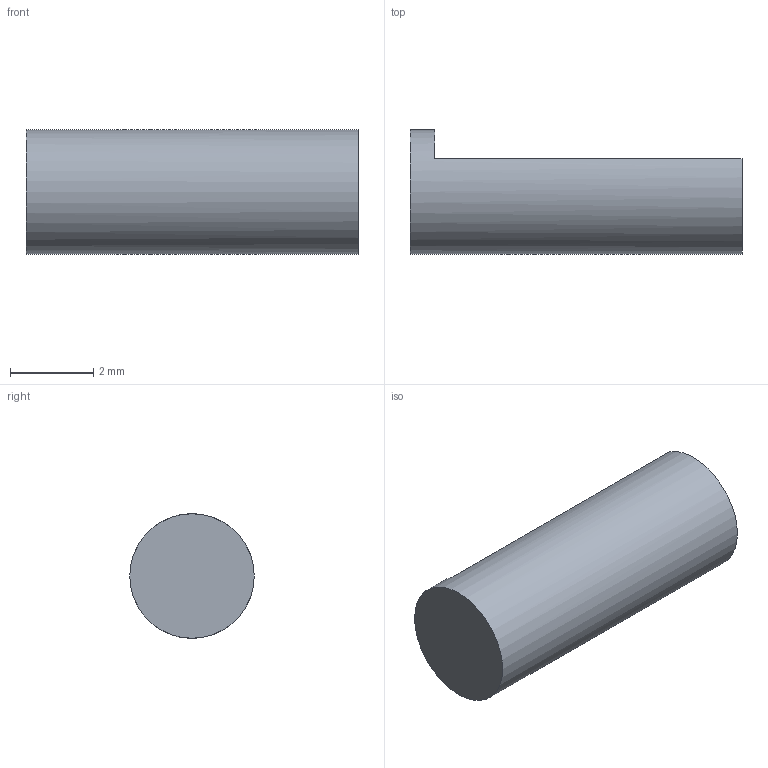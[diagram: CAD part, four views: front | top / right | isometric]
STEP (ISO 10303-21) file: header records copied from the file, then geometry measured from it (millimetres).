
FILE_DESCRIPTION(/* description */ (''),/* implementation_level */ '2;1');
FILE_NAME(/* name */ 'GA12-N20微型减速直流电机转动轴.stp',/* time_stamp */ '2022-05-28T14:24:06+08:00',/* author */ ('zhcne'),/* organization */ (''),/* preprocessor_version */ 'ST-DEVELOPER v18.1',/* originating_system */ 'Autodesk Inventor 2022',/* authorisation */ '');
FILE_SCHEMA (('AUTOMOTIVE_DESIGN { 1 0 10303 214 3 1 1 }'));
Length unit declared in the file: millimetre
Products named in the file (1): GA12-N20微型减速直流电机转动轴
Bounding box: 8 x 3 x 3 mm (x, y, z)
Volume: 47.3 mm3; surface area: 85.9 mm2
Topology: 1 solids, 1 shells, 5 faces, 9 edges, 6 vertices
Faces by surface type: plane 4, cylinder 1
Full cylindrical faces by diameter (mm): 3 x1
Entity records: 168 total; most frequent: DIRECTION 25, CARTESIAN_POINT 21, ORIENTED_EDGE 18, AXIS2_PLACEMENT_3D 10, EDGE_CURVE 9, VERTEX_POINT 6, FACE_OUTER_BOUND 5, EDGE_LOOP 5
